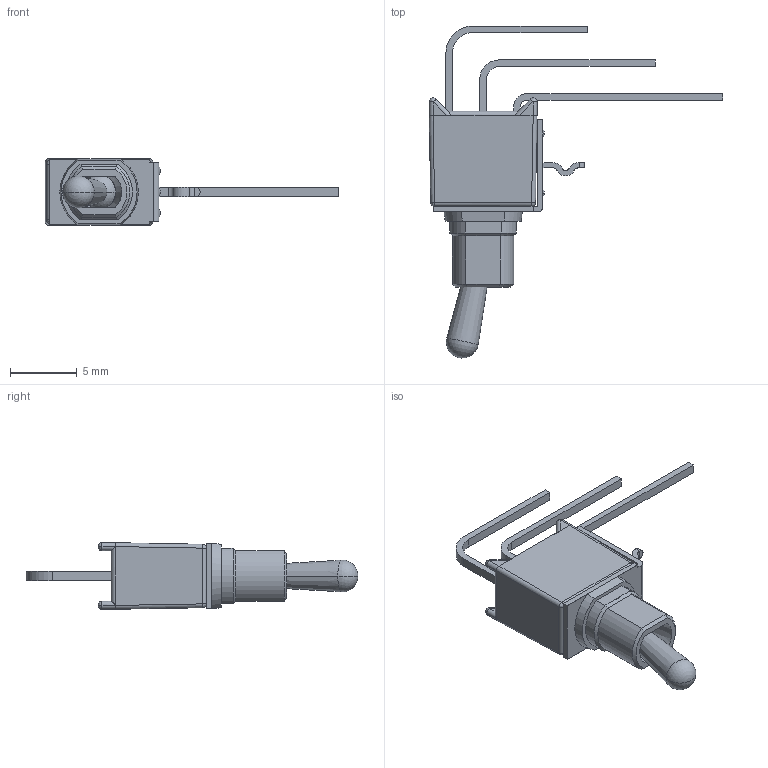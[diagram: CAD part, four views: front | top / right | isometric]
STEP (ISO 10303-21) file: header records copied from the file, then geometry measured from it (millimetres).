
FILE_DESCRIPTION((''),'2;1');
FILE_NAME('TL3_WW___50','2010-09-13T',('francis'),(''),'PRO/ENGINEER BY PARAMETRIC TECHNOLOGY CORPORATION, 2009440','PRO/ENGINEER BY PARAMETRIC TECHNOLOGY CORPORATION, 2009440','');
FILE_SCHEMA(('CONFIG_CONTROL_DESIGN'));
Length unit declared in the file: millimetre
Products named in the file (1): TL3_WW___50
Bounding box: 22.06 x 24.94 x 5 mm (x, y, z)
Volume: 294.8 mm3; surface area: 1007.7 mm2
Topology: 1 solids, 1 shells, 308 faces, 786 edges, 492 vertices
Faces by surface type: plane 190, cylinder 70, cone 20, bspline 16, sphere 10, torus 2
Entity records: 9868 total; most frequent: CARTESIAN_POINT 2530, ORIENTED_EDGE 1556, DIRECTION 1440, EDGE_CURVE 778, VECTOR 536, LINE 536, VERTEX_POINT 492, AXIS2_PLACEMENT_3D 452
